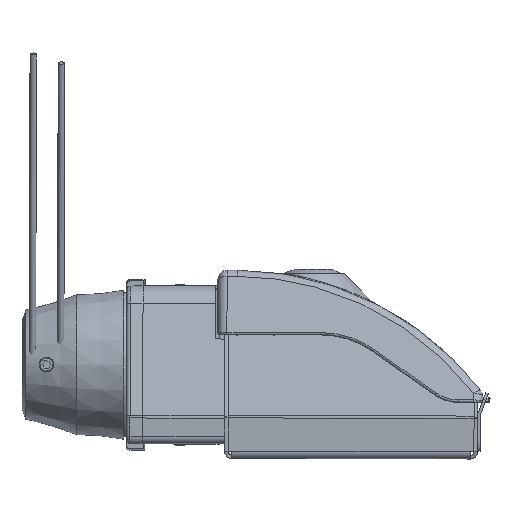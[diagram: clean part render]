
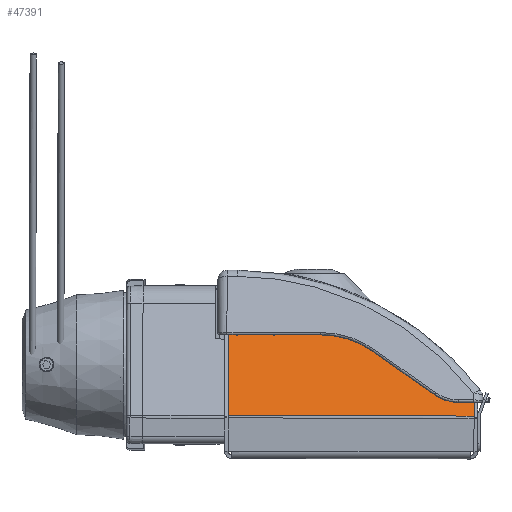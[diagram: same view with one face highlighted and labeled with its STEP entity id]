
A CAD part, left-side view. The second image highlights one B-rep face of the part: STEP entity #47391.
In plain terms, the highlighted planar face has unit normal (-0.945, -0.001, 0.328).
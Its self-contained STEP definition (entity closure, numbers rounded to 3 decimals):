
#3140 = VERTEX_POINT ( 'NONE', #51409 ) ;
#3367 = VERTEX_POINT ( 'NONE', #73134 ) ;
#4154 = DIRECTION ( 'NONE',  ( 0., -1., 0. ) ) ;
#5656 = PLANE ( 'NONE',  #83512 ) ;
#6096 = CARTESIAN_POINT ( 'NONE',  ( -9.029, -137.5, -2.961 ) ) ;
#6785 = EDGE_CURVE ( 'NONE', #65291, #3140, #64673, .T. ) ;
#7340 = CARTESIAN_POINT ( 'NONE',  ( 0.221, -137.5, 23.678 ) ) ;
#8197 = DIRECTION ( 'NONE',  ( -0.195, -0.803, -0.563 ) ) ;
#10478 = CARTESIAN_POINT ( 'NONE',  ( -9.029, 0., -2.961 ) ) ;
#10630 = AXIS2_PLACEMENT_3D ( 'NONE', #69741, #15440, #74985 ) ;
#10706 = CARTESIAN_POINT ( 'NONE',  ( 3.389, -104.25, 32.8 ) ) ;
#11351 = DIRECTION ( 'NONE',  ( 0., 1., 0. ) ) ;
#12598 = DIRECTION ( 'NONE',  ( 0.328, 0., 0.945 ) ) ;
#12945 = CARTESIAN_POINT ( 'NONE',  ( 10.114, -129.287, 52.166 ) ) ;
#14984 = LINE ( 'NONE', #54101, #52772 ) ;
#15140 = CARTESIAN_POINT ( 'NONE',  ( 18.213, -61.554, 75.487 ) ) ;
#15440 = DIRECTION ( 'NONE',  ( -0.945, 0., 0.328 ) ) ;
#15987 = LINE ( 'NONE', #15140, #23045 ) ;
#16274 = ORIENTED_EDGE ( 'NONE', *, *, #26618, .T. ) ;
#22240 = EDGE_CURVE ( 'NONE', #77523, #72453, #77159, .T. ) ;
#23045 = VECTOR ( 'NONE', #8197, 1000. ) ;
#26001 = DIRECTION ( 'NONE',  ( -0.328, 0., -0.945 ) ) ;
#26618 = EDGE_CURVE ( 'NONE', #77523, #71558, #32633, .T. ) ;
#28091 = VECTOR ( 'NONE', #75868, 1000. ) ;
#30076 = LINE ( 'NONE', #50904, #46483 ) ;
#32381 = CARTESIAN_POINT ( 'NONE',  ( 3.389, -137.5, 32.8 ) ) ;
#32633 = LINE ( 'NONE', #6096, #58454 ) ;
#34514 = ORIENTED_EDGE ( 'NONE', *, *, #62004, .F. ) ;
#36819 = CARTESIAN_POINT ( 'NONE',  ( 16.402, -52.655, 70.274 ) ) ;
#37011 = DIRECTION ( 'NONE',  ( 0.945, 0., -0.328 ) ) ;
#38709 = FACE_OUTER_BOUND ( 'NONE', #81606, .T. ) ;
#38959 = VECTOR ( 'NONE', #4154, 1000. ) ;
#39810 = CIRCLE ( 'NONE', #10630, 49.5 ) ;
#41086 = DIRECTION ( 'NONE',  ( -0.328, 0., -0.945 ) ) ;
#45507 = CARTESIAN_POINT ( 'NONE',  ( 0.221, -2., 23.678 ) ) ;
#45957 = DIRECTION ( 'NONE',  ( 0.945, 0., -0.328 ) ) ;
#46483 = VECTOR ( 'NONE', #11351, 1000. ) ;
#47391 = ADVANCED_FACE ( 'NONE', ( #38709 ), #5656, .F. ) ;
#50904 = CARTESIAN_POINT ( 'NONE',  ( 16.402, 0., 70.274 ) ) ;
#51409 = CARTESIAN_POINT ( 'NONE',  ( 4.711, -117.08, 36.608 ) ) ;
#52772 = VECTOR ( 'NONE', #41086, 1000. ) ;
#54101 = CARTESIAN_POINT ( 'NONE',  ( -9.029, -2., -2.961 ) ) ;
#58145 = VERTEX_POINT ( 'NONE', #85004 ) ;
#58454 = VECTOR ( 'NONE', #12598, 1000. ) ;
#60847 = CARTESIAN_POINT ( 'NONE',  ( 3.389, -129.287, 32.8 ) ) ;
#62004 = EDGE_CURVE ( 'NONE', #3367, #3140, #15987, .T. ) ;
#62864 = CARTESIAN_POINT ( 'NONE',  ( 0.221, 0., 23.678 ) ) ;
#63503 = DIRECTION ( 'NONE',  ( -0.328, 0., -0.945 ) ) ;
#64673 = CIRCLE ( 'NONE', #75747, 20.5 ) ;
#65291 = VERTEX_POINT ( 'NONE', #60847 ) ;
#66896 = ORIENTED_EDGE ( 'NONE', *, *, #6785, .T. ) ;
#68444 = EDGE_CURVE ( 'NONE', #65291, #71558, #75470, .T. ) ;
#68543 = EDGE_CURVE ( 'NONE', #58145, #72453, #14984, .T. ) ;
#68964 = ORIENTED_EDGE ( 'NONE', *, *, #83156, .T. ) ;
#69741 = CARTESIAN_POINT ( 'NONE',  ( 0.164, -52.655, 23.513 ) ) ;
#71558 = VERTEX_POINT ( 'NONE', #32381 ) ;
#72453 = VERTEX_POINT ( 'NONE', #45507 ) ;
#73134 = CARTESIAN_POINT ( 'NONE',  ( 13.209, -82.131, 61.079 ) ) ;
#74565 = ORIENTED_EDGE ( 'NONE', *, *, #22240, .F. ) ;
#74985 = DIRECTION ( 'NONE',  ( -0.328, 0., -0.945 ) ) ;
#75470 = LINE ( 'NONE', #10706, #38959 ) ;
#75747 = AXIS2_PLACEMENT_3D ( 'NONE', #12945, #45957, #26001 ) ;
#75868 = DIRECTION ( 'NONE',  ( 0., 1., 0. ) ) ;
#76325 = ORIENTED_EDGE ( 'NONE', *, *, #68444, .F. ) ;
#77159 = LINE ( 'NONE', #62864, #28091 ) ;
#77523 = VERTEX_POINT ( 'NONE', #7340 ) ;
#79480 = EDGE_CURVE ( 'NONE', #3367, #84911, #39810, .T. ) ;
#81602 = ORIENTED_EDGE ( 'NONE', *, *, #79480, .T. ) ;
#81606 = EDGE_LOOP ( 'NONE', ( #34514, #81602, #68964, #84033, #74565, #16274, #76325, #66896 ) ) ;
#83156 = EDGE_CURVE ( 'NONE', #84911, #58145, #30076, .T. ) ;
#83512 = AXIS2_PLACEMENT_3D ( 'NONE', #10478, #37011, #63503 ) ;
#84033 = ORIENTED_EDGE ( 'NONE', *, *, #68543, .T. ) ;
#84911 = VERTEX_POINT ( 'NONE', #36819 ) ;
#85004 = CARTESIAN_POINT ( 'NONE',  ( 16.402, -2., 70.274 ) ) ;
